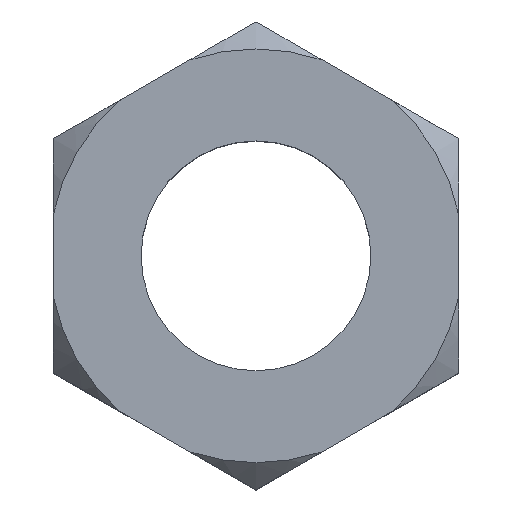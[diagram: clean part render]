
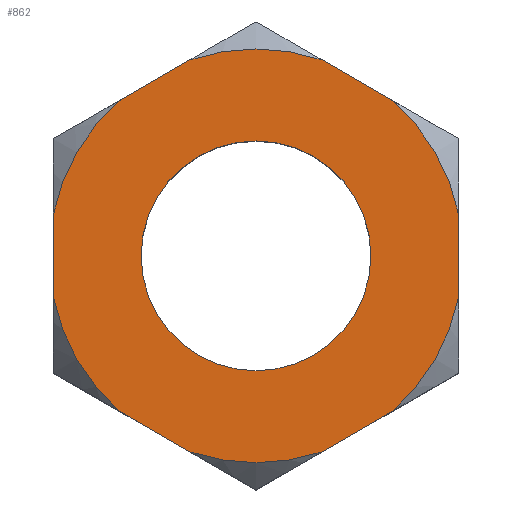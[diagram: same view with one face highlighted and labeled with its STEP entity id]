
A CAD part, top view. The second image highlights one B-rep face of the part: STEP entity #862.
In plain terms, the highlighted planar face has unit normal (0, 0, 1).
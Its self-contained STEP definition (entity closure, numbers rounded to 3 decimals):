
#5 = ORIENTED_EDGE ( 'NONE', *, *, #802, .T. ) ;
#7 = CIRCLE ( 'NONE', #908, 7.65 ) ;
#11 = CARTESIAN_POINT ( 'NONE',  ( 2.444, -7.249, 0. ) ) ;
#12 = CARTESIAN_POINT ( 'NONE',  ( 0., 0., 0. ) ) ;
#23 = DIRECTION ( 'NONE',  ( 1., 0., 0. ) ) ;
#26 = CARTESIAN_POINT ( 'NONE',  ( -5.056, -5.741, 0. ) ) ;
#29 = VERTEX_POINT ( 'NONE', #670 ) ;
#44 = DIRECTION ( 'NONE',  ( 0., -1., 0. ) ) ;
#59 = LINE ( 'NONE', #359, #222 ) ;
#62 = VERTEX_POINT ( 'NONE', #518 ) ;
#65 = EDGE_CURVE ( 'NONE', #654, #605, #679, .T. ) ;
#76 = AXIS2_PLACEMENT_3D ( 'NONE', #104, #468, #23 ) ;
#90 = VECTOR ( 'NONE', #44, 1000. ) ;
#92 = ORIENTED_EDGE ( 'NONE', *, *, #815, .T. ) ;
#94 = EDGE_CURVE ( 'NONE', #899, #933, #583, .T. ) ;
#99 = CARTESIAN_POINT ( 'NONE',  ( -2.444, -7.249, 0. ) ) ;
#101 = ORIENTED_EDGE ( 'NONE', *, *, #327, .T. ) ;
#104 = CARTESIAN_POINT ( 'NONE',  ( 0., 0., 0. ) ) ;
#110 = PLANE ( 'NONE',  #310 ) ;
#125 = EDGE_CURVE ( 'NONE', #520, #868, #562, .T. ) ;
#139 = AXIS2_PLACEMENT_3D ( 'NONE', #704, #361, #850 ) ;
#141 = ORIENTED_EDGE ( 'NONE', *, *, #891, .T. ) ;
#143 = DIRECTION ( 'NONE',  ( 1., 0., 0. ) ) ;
#147 = ORIENTED_EDGE ( 'NONE', *, *, #94, .T. ) ;
#165 = EDGE_CURVE ( 'NONE', #385, #461, #59, .T. ) ;
#167 = DIRECTION ( 'NONE',  ( 1., 0., 0. ) ) ;
#173 = ORIENTED_EDGE ( 'NONE', *, *, #299, .T. ) ;
#174 = AXIS2_PLACEMENT_3D ( 'NONE', #301, #826, #167 ) ;
#189 = FACE_OUTER_BOUND ( 'NONE', #753, .T. ) ;
#210 = CARTESIAN_POINT ( 'NONE',  ( 0., -8.66, 0. ) ) ;
#222 = VECTOR ( 'NONE', #368, 1000. ) ;
#230 = VERTEX_POINT ( 'NONE', #475 ) ;
#234 = VERTEX_POINT ( 'NONE', #765 ) ;
#247 = EDGE_CURVE ( 'NONE', #29, #230, #276, .T. ) ;
#267 = DIRECTION ( 'NONE',  ( 0., 0., 1. ) ) ;
#273 = DIRECTION ( 'NONE',  ( 1., 0., 0. ) ) ;
#276 = CIRCLE ( 'NONE', #76, 7.65 ) ;
#284 = CARTESIAN_POINT ( 'NONE',  ( 0., 8.66, 0. ) ) ;
#289 = DIRECTION ( 'NONE',  ( -1., 0., 0. ) ) ;
#293 = AXIS2_PLACEMENT_3D ( 'NONE', #438, #854, #143 ) ;
#299 = EDGE_CURVE ( 'NONE', #868, #719, #926, .T. ) ;
#301 = CARTESIAN_POINT ( 'NONE',  ( 0., 0., 0. ) ) ;
#310 = AXIS2_PLACEMENT_3D ( 'NONE', #638, #939, #273 ) ;
#318 = ORIENTED_EDGE ( 'NONE', *, *, #734, .T. ) ;
#327 = EDGE_CURVE ( 'NONE', #62, #865, #7, .T. ) ;
#359 = CARTESIAN_POINT ( 'NONE',  ( 7.5, 4.33, 0. ) ) ;
#361 = DIRECTION ( 'NONE',  ( 0., 0., 1. ) ) ;
#368 = DIRECTION ( 'NONE',  ( -0.866, 0.5, 0. ) ) ;
#385 = VERTEX_POINT ( 'NONE', #550 ) ;
#393 = CARTESIAN_POINT ( 'NONE',  ( 7.5, -4.33, 0. ) ) ;
#408 = CARTESIAN_POINT ( 'NONE',  ( 7.5, 1.507, 0. ) ) ;
#416 = EDGE_CURVE ( 'NONE', #719, #385, #476, .T. ) ;
#430 = CARTESIAN_POINT ( 'NONE',  ( -7.5, 4.33, 0. ) ) ;
#433 = CARTESIAN_POINT ( 'NONE',  ( 0., 0., 0. ) ) ;
#436 = AXIS2_PLACEMENT_3D ( 'NONE', #501, #479, #482 ) ;
#438 = CARTESIAN_POINT ( 'NONE',  ( 0., 0., 0. ) ) ;
#461 = VERTEX_POINT ( 'NONE', #788 ) ;
#462 = ORIENTED_EDGE ( 'NONE', *, *, #247, .T. ) ;
#468 = DIRECTION ( 'NONE',  ( 0., 0., 1. ) ) ;
#475 = CARTESIAN_POINT ( 'NONE',  ( -7.5, 1.507, 0. ) ) ;
#476 = CIRCLE ( 'NONE', #727, 7.65 ) ;
#479 = DIRECTION ( 'NONE',  ( 0., 0., -1. ) ) ;
#482 = DIRECTION ( 'NONE',  ( -1., 0., 0. ) ) ;
#501 = CARTESIAN_POINT ( 'NONE',  ( 0., 0., 0. ) ) ;
#508 = CIRCLE ( 'NONE', #436, 4.25 ) ;
#509 = VECTOR ( 'NONE', #510, 1000. ) ;
#510 = DIRECTION ( 'NONE',  ( 0.866, -0.5, 0. ) ) ;
#511 = CARTESIAN_POINT ( 'NONE',  ( 0., 0., 0. ) ) ;
#513 = CARTESIAN_POINT ( 'NONE',  ( 5.056, -5.741, 0. ) ) ;
#518 = CARTESIAN_POINT ( 'NONE',  ( -7.5, -1.507, 0. ) ) ;
#520 = VERTEX_POINT ( 'NONE', #513 ) ;
#522 = ORIENTED_EDGE ( 'NONE', *, *, #65, .T. ) ;
#550 = CARTESIAN_POINT ( 'NONE',  ( 5.056, 5.741, 0. ) ) ;
#554 = LINE ( 'NONE', #430, #90 ) ;
#562 = CIRCLE ( 'NONE', #293, 7.65 ) ;
#583 = CIRCLE ( 'NONE', #770, 4.25 ) ;
#605 = VERTEX_POINT ( 'NONE', #11 ) ;
#617 = DIRECTION ( 'NONE',  ( 0., 0., 1. ) ) ;
#626 = CARTESIAN_POINT ( 'NONE',  ( 7.5, -1.507, 0. ) ) ;
#631 = LINE ( 'NONE', #284, #866 ) ;
#638 = CARTESIAN_POINT ( 'NONE',  ( 0., 0., 0. ) ) ;
#654 = VERTEX_POINT ( 'NONE', #99 ) ;
#656 = CARTESIAN_POINT ( 'NONE',  ( -4.25, 0., 0. ) ) ;
#670 = CARTESIAN_POINT ( 'NONE',  ( -5.056, 5.741, 0. ) ) ;
#678 = ORIENTED_EDGE ( 'NONE', *, *, #125, .T. ) ;
#679 = CIRCLE ( 'NONE', #174, 7.65 ) ;
#680 = CIRCLE ( 'NONE', #139, 7.65 ) ;
#682 = DIRECTION ( 'NONE',  ( 0., 1., 0. ) ) ;
#699 = LINE ( 'NONE', #210, #787 ) ;
#704 = CARTESIAN_POINT ( 'NONE',  ( 0., 0., 0. ) ) ;
#705 = ORIENTED_EDGE ( 'NONE', *, *, #755, .T. ) ;
#714 = ORIENTED_EDGE ( 'NONE', *, *, #840, .T. ) ;
#719 = VERTEX_POINT ( 'NONE', #408 ) ;
#724 = VECTOR ( 'NONE', #682, 1000. ) ;
#727 = AXIS2_PLACEMENT_3D ( 'NONE', #433, #267, #780 ) ;
#734 = EDGE_CURVE ( 'NONE', #933, #899, #508, .T. ) ;
#749 = LINE ( 'NONE', #897, #509 ) ;
#753 = EDGE_LOOP ( 'NONE', ( #101, #141, #522, #714, #678, #173, #931, #758, #5, #92, #462, #705 ) ) ;
#755 = EDGE_CURVE ( 'NONE', #230, #62, #554, .T. ) ;
#758 = ORIENTED_EDGE ( 'NONE', *, *, #165, .T. ) ;
#765 = CARTESIAN_POINT ( 'NONE',  ( -2.444, 7.249, 0. ) ) ;
#770 = AXIS2_PLACEMENT_3D ( 'NONE', #511, #959, #289 ) ;
#780 = DIRECTION ( 'NONE',  ( 1., 0., 0. ) ) ;
#787 = VECTOR ( 'NONE', #797, 1000. ) ;
#788 = CARTESIAN_POINT ( 'NONE',  ( 2.444, 7.249, 0. ) ) ;
#797 = DIRECTION ( 'NONE',  ( 0.866, 0.5, 0. ) ) ;
#802 = EDGE_CURVE ( 'NONE', #461, #234, #680, .T. ) ;
#815 = EDGE_CURVE ( 'NONE', #234, #29, #631, .T. ) ;
#816 = CARTESIAN_POINT ( 'NONE',  ( 4.25, 0., 0. ) ) ;
#826 = DIRECTION ( 'NONE',  ( 0., 0., 1. ) ) ;
#834 = EDGE_LOOP ( 'NONE', ( #318, #147 ) ) ;
#840 = EDGE_CURVE ( 'NONE', #605, #520, #699, .T. ) ;
#847 = FACE_BOUND ( 'NONE', #834, .T. ) ;
#850 = DIRECTION ( 'NONE',  ( 1., 0., 0. ) ) ;
#854 = DIRECTION ( 'NONE',  ( 0., 0., 1. ) ) ;
#862 = ADVANCED_FACE ( 'NONE', ( #847, #189 ), #110, .T. ) ;
#865 = VERTEX_POINT ( 'NONE', #26 ) ;
#866 = VECTOR ( 'NONE', #947, 1000. ) ;
#868 = VERTEX_POINT ( 'NONE', #626 ) ;
#891 = EDGE_CURVE ( 'NONE', #865, #654, #749, .T. ) ;
#897 = CARTESIAN_POINT ( 'NONE',  ( -7.5, -4.33, 0. ) ) ;
#899 = VERTEX_POINT ( 'NONE', #816 ) ;
#908 = AXIS2_PLACEMENT_3D ( 'NONE', #12, #617, #923 ) ;
#923 = DIRECTION ( 'NONE',  ( 1., 0., 0. ) ) ;
#926 = LINE ( 'NONE', #393, #724 ) ;
#931 = ORIENTED_EDGE ( 'NONE', *, *, #416, .T. ) ;
#933 = VERTEX_POINT ( 'NONE', #656 ) ;
#939 = DIRECTION ( 'NONE',  ( 0., 0., 1. ) ) ;
#947 = DIRECTION ( 'NONE',  ( -0.866, -0.5, 0. ) ) ;
#959 = DIRECTION ( 'NONE',  ( 0., 0., -1. ) ) ;
